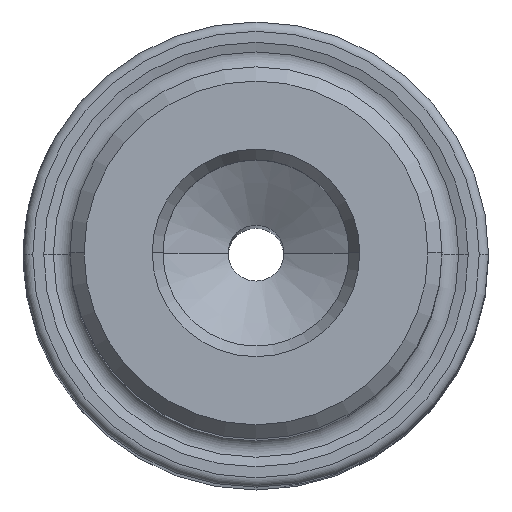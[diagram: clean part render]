
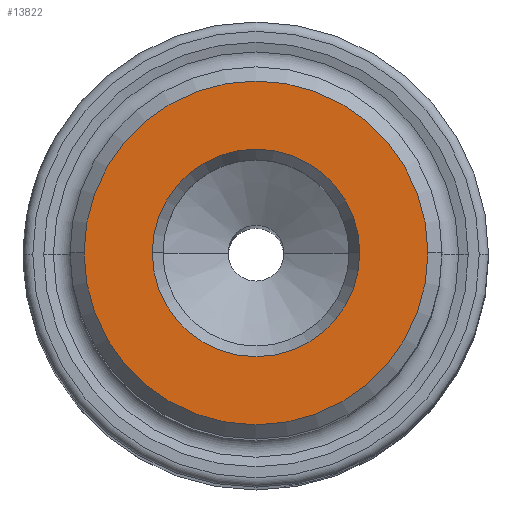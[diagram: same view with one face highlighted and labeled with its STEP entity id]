
A CAD part, top view. The second image highlights one B-rep face of the part: STEP entity #13822.
In plain terms, the highlighted planar face has unit normal (0, 0, 1).
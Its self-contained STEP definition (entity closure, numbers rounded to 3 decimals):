
#869 = AXIS2_PLACEMENT_3D ( 'NONE', #2293, #10971, #3510 ) ;
#951 = CARTESIAN_POINT ( 'NONE',  ( 0., 0., 50. ) ) ;
#2145 = DIRECTION ( 'NONE',  ( -1., 0., 0. ) ) ;
#2224 = CIRCLE ( 'NONE', #869, 9.24 ) ;
#2293 = CARTESIAN_POINT ( 'NONE',  ( 0., 0., 50. ) ) ;
#2399 = EDGE_LOOP ( 'NONE', ( #10284, #2762 ) ) ;
#2462 = AXIS2_PLACEMENT_3D ( 'NONE', #7302, #15975, #8558 ) ;
#2558 = CARTESIAN_POINT ( 'NONE',  ( -5.577, 0., 50. ) ) ;
#2579 = AXIS2_PLACEMENT_3D ( 'NONE', #13898, #6447, #15136 ) ;
#2762 = ORIENTED_EDGE ( 'NONE', *, *, #11823, .F. ) ;
#2939 = CIRCLE ( 'NONE', #9068, 9.24 ) ;
#3093 = FACE_BOUND ( 'NONE', #13482, .T. ) ;
#3302 = ORIENTED_EDGE ( 'NONE', *, *, #11847, .F. ) ;
#3510 = DIRECTION ( 'NONE',  ( -1., 0., 0. ) ) ;
#4141 = CARTESIAN_POINT ( 'NONE',  ( 5.577, 0., 50. ) ) ;
#5076 = CIRCLE ( 'NONE', #2462, 5.577 ) ;
#5123 = VERTEX_POINT ( 'NONE', #9322 ) ;
#5793 = DIRECTION ( 'NONE',  ( 0., 0., -1. ) ) ;
#5833 = ORIENTED_EDGE ( 'NONE', *, *, #8571, .F. ) ;
#6447 = DIRECTION ( 'NONE',  ( 0., 0., 1. ) ) ;
#7302 = CARTESIAN_POINT ( 'NONE',  ( 0., 0., 50. ) ) ;
#7758 = VERTEX_POINT ( 'NONE', #2558 ) ;
#8058 = EDGE_CURVE ( 'NONE', #9676, #5123, #2939, .T. ) ;
#8558 = DIRECTION ( 'NONE',  ( 1., 0., 0. ) ) ;
#8571 = EDGE_CURVE ( 'NONE', #7758, #14529, #10693, .T. ) ;
#9068 = AXIS2_PLACEMENT_3D ( 'NONE', #13273, #5793, #14508 ) ;
#9322 = CARTESIAN_POINT ( 'NONE',  ( 9.24, 0., 50. ) ) ;
#9589 = DIRECTION ( 'NONE',  ( 0., 0., -1. ) ) ;
#9676 = VERTEX_POINT ( 'NONE', #12906 ) ;
#10284 = ORIENTED_EDGE ( 'NONE', *, *, #8058, .F. ) ;
#10693 = CIRCLE ( 'NONE', #2579, 5.577 ) ;
#10971 = DIRECTION ( 'NONE',  ( 0., 0., -1. ) ) ;
#11823 = EDGE_CURVE ( 'NONE', #5123, #9676, #2224, .T. ) ;
#11847 = EDGE_CURVE ( 'NONE', #14529, #7758, #5076, .T. ) ;
#12023 = PLANE ( 'NONE',  #14219 ) ;
#12239 = FACE_OUTER_BOUND ( 'NONE', #2399, .T. ) ;
#12906 = CARTESIAN_POINT ( 'NONE',  ( -9.24, 0., 50. ) ) ;
#13273 = CARTESIAN_POINT ( 'NONE',  ( 0., 0., 50. ) ) ;
#13482 = EDGE_LOOP ( 'NONE', ( #3302, #5833 ) ) ;
#13822 = ADVANCED_FACE ( 'NONE', ( #3093, #12239 ), #12023, .F. ) ;
#13898 = CARTESIAN_POINT ( 'NONE',  ( 0., 0., 50. ) ) ;
#14219 = AXIS2_PLACEMENT_3D ( 'NONE', #951, #9589, #2145 ) ;
#14508 = DIRECTION ( 'NONE',  ( -1., 0., 0. ) ) ;
#14529 = VERTEX_POINT ( 'NONE', #4141 ) ;
#15136 = DIRECTION ( 'NONE',  ( 1., 0., 0. ) ) ;
#15975 = DIRECTION ( 'NONE',  ( 0., 0., 1. ) ) ;
